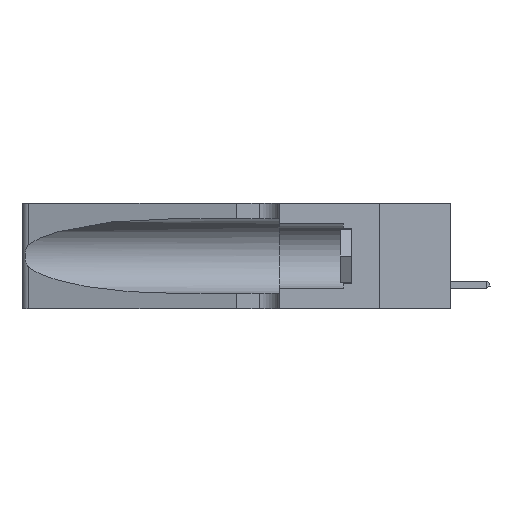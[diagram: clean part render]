
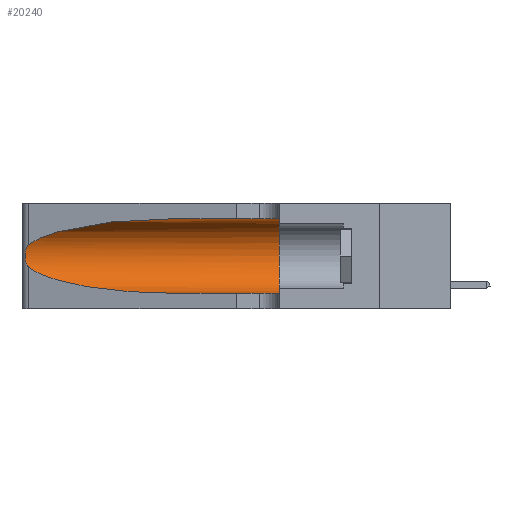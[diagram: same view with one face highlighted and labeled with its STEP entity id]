
A CAD part, left-side view. The second image highlights one B-rep face of the part: STEP entity #20240.
In plain terms, the highlighted cylindrical face has radius 3.308 mm (diameter 6.617 mm), a partial arc.
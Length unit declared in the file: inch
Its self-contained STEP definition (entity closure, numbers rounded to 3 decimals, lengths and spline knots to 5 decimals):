
#1148 = CARTESIAN_POINT ( 'NONE',  ( 0.25487, 1.22718, 0.22369 ) ) ;
#1154 = CARTESIAN_POINT ( 'NONE',  ( 0.26017, 1.23833, 0.17102 ) ) ;
#1515 = LINE ( 'NONE', #18261, #19916 ) ;
#1803 = CARTESIAN_POINT ( 'NONE',  ( 0.25487, 1.22718, 0.14631 ) ) ;
#2585 = EDGE_CURVE ( 'NONE', #5093, #13543, #12734, .T. ) ;
#2616 = EDGE_CURVE ( 'NONE', #16109, #17123, #21033, .T. ) ;
#2787 = CARTESIAN_POINT ( 'NONE',  ( 0.1305, 1.61858, 0.185 ) ) ;
#3020 = FACE_OUTER_BOUND ( 'NONE', #12283, .T. ) ;
#3068 = CARTESIAN_POINT ( 'NONE',  ( 0.25854, 1.2359, 0.20912 ) ) ;
#3557 = EDGE_CURVE ( 'NONE', #13543, #17123, #1515, .T. ) ;
#3784 = ORIENTED_EDGE ( 'NONE', *, *, #2585, .T. ) ;
#4329 = CARTESIAN_POINT ( 'NONE',  ( 0.2373, 1.15595, 0.08982 ) ) ;
#4428 = LINE ( 'NONE', #6345, #8712 ) ;
#5093 = VERTEX_POINT ( 'NONE', #1803 ) ;
#5366 = VERTEX_POINT ( 'NONE', #11786 ) ;
#6158 = CARTESIAN_POINT ( 'NONE',  ( 0.18966, 0.96281, 0.31525 ) ) ;
#6211 = CARTESIAN_POINT ( 'NONE',  ( 0.1305, 0.72297, 0.05475 ) ) ;
#6345 = CARTESIAN_POINT ( 'NONE',  ( 0.1305, 1.61858, 0.31525 ) ) ;
#6812 = ORIENTED_EDGE ( 'NONE', *, *, #7021, .T. ) ;
#7021 = EDGE_CURVE ( 'NONE', #21899, #5366, #21582, .T. ) ;
#7421 = CARTESIAN_POINT ( 'NONE',  ( 0.1305, 0.72297, 0.05475 ) ) ;
#8012 = CARTESIAN_POINT ( 'NONE',  ( 0.1305, 0.72297, 0.31525 ) ) ;
#8018 = CARTESIAN_POINT ( 'NONE',  ( 0.25487, 1.22718, 0.22369 ) ) ;
#8157 = CARTESIAN_POINT ( 'NONE',  ( 0.25639, 1.23186, 0.15144 ) ) ;
#8216 = ORIENTED_EDGE ( 'NONE', *, *, #3557, .T. ) ;
#8712 = VECTOR ( 'NONE', #10775, 39.37008 ) ;
#8773 = ORIENTED_EDGE ( 'NONE', *, *, #11922, .T. ) ;
#9592 = CARTESIAN_POINT ( 'NONE',  ( 0.2373, 1.15595, 0.28018 ) ) ;
#9826 = CARTESIAN_POINT ( 'NONE',  ( 0.25787, 1.23484, 0.2124 ) ) ;
#9965 = CARTESIAN_POINT ( 'NONE',  ( 0.25555, 1.22993, 0.14849 ) ) ;
#10775 = DIRECTION ( 'NONE',  ( 0., -1., 0. ) ) ;
#11034 = CYLINDRICAL_SURFACE ( 'NONE', #14356, 0.13025 ) ;
#11419 = CARTESIAN_POINT ( 'NONE',  ( 0.25487, 1.22718, 0.14631 ) ) ;
#11786 = CARTESIAN_POINT ( 'NONE',  ( 0.25487, 1.22718, 0.22369 ) ) ;
#11866 = DIRECTION ( 'NONE',  ( 0., 0., 1. ) ) ;
#11922 = EDGE_CURVE ( 'NONE', #5366, #5093, #13656, .T. ) ;
#12283 = EDGE_LOOP ( 'NONE', ( #6812, #8773, #3784, #8216, #19740, #15828 ) ) ;
#12734 =( BOUNDED_CURVE ( )  B_SPLINE_CURVE ( 3, ( #11419, #4329, #19665, #6211 ),
 .UNSPECIFIED., .F., .F. ) 
 B_SPLINE_CURVE_WITH_KNOTS ( ( 4, 4 ),
 ( 3.44316, 4.71239 ),
 .UNSPECIFIED. ) 
 CURVE ( )  GEOMETRIC_REPRESENTATION_ITEM ( )  RATIONAL_B_SPLINE_CURVE ( ( 1., 0.87, 0.87, 1. ) ) 
 REPRESENTATION_ITEM ( '' )  );
#13146 = CARTESIAN_POINT ( 'NONE',  ( 0.25639, 1.23184, 0.21858 ) ) ;
#13543 = VERTEX_POINT ( 'NONE', #7421 ) ;
#13656 = B_SPLINE_CURVE_WITH_KNOTS ( 'NONE', 3,
 ( #8018, #14875, #13146, #9826, #3068, #15084, #14805, #20113, #1154, #16630, #19972, #8157, #9965, #15012 ),
 .UNSPECIFIED., .F., .F.,
 ( 4, 2, 2, 2, 2, 2, 4 ),
 ( 0., 0.00027, 0.00053, 0.00107, 0.0016, 0.00187, 0.00214 ),
 .UNSPECIFIED. ) ;
#13674 = CARTESIAN_POINT ( 'NONE',  ( 0.1305, 0.35, 0.05475 ) ) ;
#14356 = AXIS2_PLACEMENT_3D ( 'NONE', #2787, #19703, #19478 ) ;
#14805 = CARTESIAN_POINT ( 'NONE',  ( 0.26075, 1.23896, 0.19203 ) ) ;
#14875 = CARTESIAN_POINT ( 'NONE',  ( 0.25555, 1.22994, 0.2215 ) ) ;
#15012 = CARTESIAN_POINT ( 'NONE',  ( 0.25487, 1.22718, 0.14631 ) ) ;
#15084 = CARTESIAN_POINT ( 'NONE',  ( 0.26018, 1.23835, 0.19895 ) ) ;
#15460 = CARTESIAN_POINT ( 'NONE',  ( 0.1305, 0.35, 0.31525 ) ) ;
#15828 = ORIENTED_EDGE ( 'NONE', *, *, #18789, .F. ) ;
#16109 = VERTEX_POINT ( 'NONE', #15460 ) ;
#16630 = CARTESIAN_POINT ( 'NONE',  ( 0.25856, 1.23593, 0.16098 ) ) ;
#16945 = CARTESIAN_POINT ( 'NONE',  ( 0.1305, 0.72297, 0.31525 ) ) ;
#17123 = VERTEX_POINT ( 'NONE', #13674 ) ;
#18188 = DIRECTION ( 'NONE',  ( 0., -1., 0. ) ) ;
#18261 = CARTESIAN_POINT ( 'NONE',  ( 0.1305, 1.61858, 0.05475 ) ) ;
#18361 = AXIS2_PLACEMENT_3D ( 'NONE', #18521, #20296, #11866 ) ;
#18521 = CARTESIAN_POINT ( 'NONE',  ( 0.1305, 0.35, 0.185 ) ) ;
#18789 = EDGE_CURVE ( 'NONE', #21899, #16109, #4428, .T. ) ;
#19478 = DIRECTION ( 'NONE',  ( 0., 0., -1. ) ) ;
#19665 = CARTESIAN_POINT ( 'NONE',  ( 0.18966, 0.96281, 0.05475 ) ) ;
#19703 = DIRECTION ( 'NONE',  ( 0., -1., 0. ) ) ;
#19740 = ORIENTED_EDGE ( 'NONE', *, *, #2616, .F. ) ;
#19916 = VECTOR ( 'NONE', #18188, 39.37008 ) ;
#19972 = CARTESIAN_POINT ( 'NONE',  ( 0.25789, 1.23486, 0.15765 ) ) ;
#20113 = CARTESIAN_POINT ( 'NONE',  ( 0.26075, 1.23896, 0.178 ) ) ;
#20240 = ADVANCED_FACE ( 'NONE', ( #3020 ), #11034, .F. ) ;
#20296 = DIRECTION ( 'NONE',  ( 0., 1., 0. ) ) ;
#21033 = CIRCLE ( 'NONE', #18361, 0.13025 ) ;
#21582 =( BOUNDED_CURVE ( )  B_SPLINE_CURVE ( 3, ( #8012, #6158, #9592, #1148 ),
 .UNSPECIFIED., .F., .F. ) 
 B_SPLINE_CURVE_WITH_KNOTS ( ( 4, 4 ),
 ( 1.5708, 2.84003 ),
 .UNSPECIFIED. ) 
 CURVE ( )  GEOMETRIC_REPRESENTATION_ITEM ( )  RATIONAL_B_SPLINE_CURVE ( ( 1., 0.87, 0.87, 1. ) ) 
 REPRESENTATION_ITEM ( '' )  );
#21899 = VERTEX_POINT ( 'NONE', #16945 ) ;
